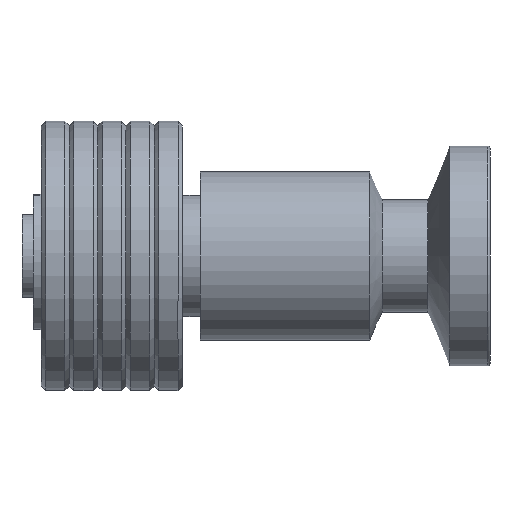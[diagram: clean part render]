
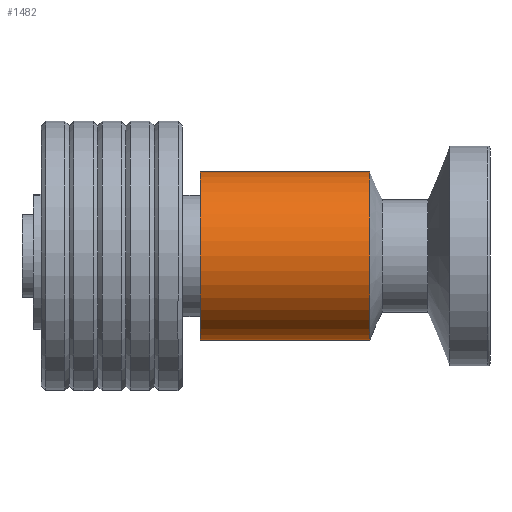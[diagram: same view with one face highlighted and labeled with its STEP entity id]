
A CAD part, left-side view. The second image highlights one B-rep face of the part: STEP entity #1482.
In plain terms, the highlighted cylindrical face has radius 9.525 mm (diameter 19.05 mm), a full revolution.
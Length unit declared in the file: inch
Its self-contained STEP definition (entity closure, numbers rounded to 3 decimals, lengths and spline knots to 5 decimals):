
#1414=CARTESIAN_POINT('',(0.,-0.2255,0.));
#1415=DIRECTION('',(0.,-1.0,0.));
#1416=DIRECTION('',(-1.0,0.0,0.0));
#1417=AXIS2_PLACEMENT_3D('',#1414,#1415,#1416);
#1418=CYLINDRICAL_SURFACE('',#1417,0.375);
#1419=CARTESIAN_POINT('',(-0.375,-0.6025,0.));
#1420=VERTEX_POINT('',#1419);
#1421=CARTESIAN_POINT('',(0.,-0.6025,0.));
#1422=DIRECTION('',(0.0,-1.0,0.0));
#1423=DIRECTION('',(-1.0,0.0,0.0));
#1424=AXIS2_PLACEMENT_3D('',#1421,#1422,#1423);
#1425=CIRCLE('',#1424,0.375);
#1426=EDGE_CURVE('',#1420,#1420,#1425,.T.);
#1427=ORIENTED_EDGE('',*,*,#1426,.F.);
#1428=EDGE_LOOP('',(#1427));
#1429=FACE_OUTER_BOUND('',#1428,.T.);
#1430=CARTESIAN_POINT('',(0.34078,-0.1855,0.1565));
#1431=VERTEX_POINT('',#1430);
#1432=CARTESIAN_POINT('',(0.34078,-0.1855,0.1565));
#1433=CARTESIAN_POINT('',(0.34078,-0.16557,0.1565));
#1434=CARTESIAN_POINT('',(0.34272,-0.14451,0.15247));
#1435=CARTESIAN_POINT('',(0.34941,-0.10604,0.13643));
#1436=CARTESIAN_POINT('',(0.35405,-0.08861,0.12443));
#1437=CARTESIAN_POINT('',(0.36255,-0.06109,0.09691));
#1438=CARTESIAN_POINT('',(0.367,-0.04908,0.07947));
#1439=CARTESIAN_POINT('',(0.37326,-0.03303,0.04098));
#1440=CARTESIAN_POINT('',(0.375,-0.029,0.01991));
#1441=CARTESIAN_POINT('',(0.375,-0.029,-0.01991));
#1442=CARTESIAN_POINT('',(0.37326,-0.03303,-0.04098));
#1443=CARTESIAN_POINT('',(0.367,-0.04908,-0.07947));
#1444=CARTESIAN_POINT('',(0.36255,-0.06109,-0.09691));
#1445=CARTESIAN_POINT('',(0.35405,-0.08861,-0.12443));
#1446=CARTESIAN_POINT('',(0.34941,-0.10604,-0.13643));
#1447=CARTESIAN_POINT('',(0.34272,-0.14451,-0.15247));
#1448=CARTESIAN_POINT('',(0.34078,-0.16557,-0.1565));
#1449=CARTESIAN_POINT('',(0.34078,-0.20543,-0.1565));
#1450=CARTESIAN_POINT('',(0.34272,-0.22649,-0.15247));
#1451=CARTESIAN_POINT('',(0.34941,-0.26496,-0.13643));
#1452=CARTESIAN_POINT('',(0.35405,-0.28239,-0.12443));
#1453=CARTESIAN_POINT('',(0.36255,-0.30991,-0.09691));
#1454=CARTESIAN_POINT('',(0.367,-0.32192,-0.07947));
#1455=CARTESIAN_POINT('',(0.37326,-0.33797,-0.04098));
#1456=CARTESIAN_POINT('',(0.375,-0.342,-0.01991));
#1457=CARTESIAN_POINT('',(0.375,-0.342,0.01991));
#1458=CARTESIAN_POINT('',(0.37326,-0.33797,0.04098));
#1459=CARTESIAN_POINT('',(0.367,-0.32192,0.07947));
#1460=CARTESIAN_POINT('',(0.36255,-0.30991,0.09691));
#1461=CARTESIAN_POINT('',(0.35405,-0.28239,0.12443));
#1462=CARTESIAN_POINT('',(0.34941,-0.26496,0.13643));
#1463=CARTESIAN_POINT('',(0.34272,-0.22649,0.15247));
#1464=CARTESIAN_POINT('',(0.34078,-0.20543,0.1565));
#1465=CARTESIAN_POINT('',(0.34078,-0.1855,0.1565));
#1466=B_SPLINE_CURVE_WITH_KNOTS('',3,(#1432,#1433,#1434,#1435,#1436,#1437,#1438,#1439,#1440,#1441,#1442,#1443,#1444,#1445,#1446,#1447,#1448,#1449,#1450,#1451,#1452,#1453,#1454,#1455,#1456,#1457,#1458,#1459,#1460,#1461,#1462,#1463,#1464,#1465),.UNSPECIFIED.,.T.,.U.,(4,2,2,2,2,2,2,2,2,2,2,2,2,2,2,2,4),(0.0,0.15187,0.30374,0.45542,0.60711,0.75879,0.91048,1.06235,1.21422,1.36609,1.51796,1.66964,1.82132,1.97301,2.12469,2.27656,2.42843),.UNSPECIFIED.);
#1467=EDGE_CURVE('',#1431,#1431,#1466,.T.);
#1468=ORIENTED_EDGE('',*,*,#1467,.T.);
#1469=EDGE_LOOP('',(#1468));
#1470=FACE_BOUND('',#1469,.T.);
#1471=CARTESIAN_POINT('',(-0.375,0.1515,0.));
#1472=VERTEX_POINT('',#1471);
#1473=CARTESIAN_POINT('',(0.,0.1515,0.));
#1474=DIRECTION('',(0.0,-1.0,0.0));
#1475=DIRECTION('',(-1.0,0.0,0.0));
#1476=AXIS2_PLACEMENT_3D('',#1473,#1474,#1475);
#1477=CIRCLE('',#1476,0.375);
#1478=EDGE_CURVE('',#1472,#1472,#1477,.T.);
#1479=ORIENTED_EDGE('',*,*,#1478,.T.);
#1480=EDGE_LOOP('',(#1479));
#1481=FACE_BOUND('',#1480,.T.);
#1482=ADVANCED_FACE('',(#1429,#1470,#1481),#1418,.T.);
